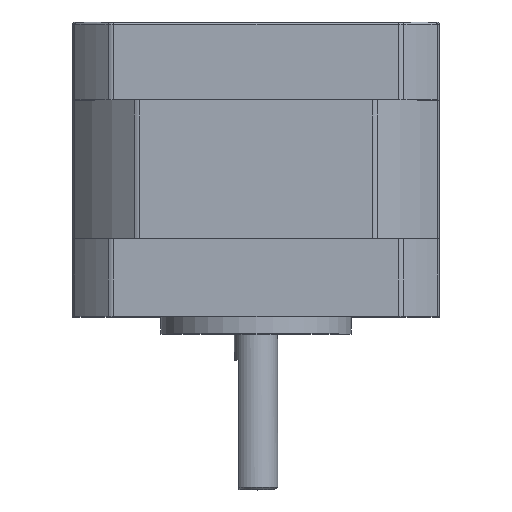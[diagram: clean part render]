
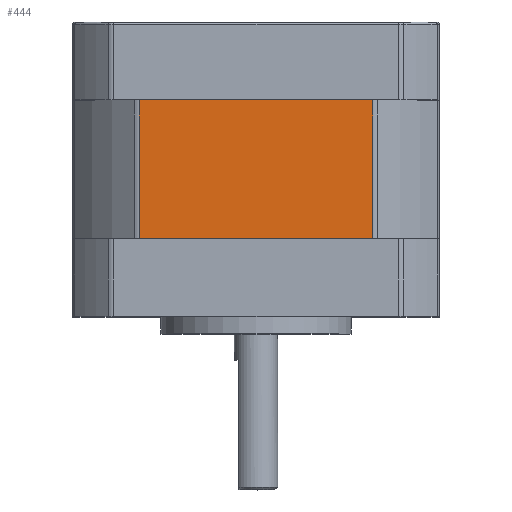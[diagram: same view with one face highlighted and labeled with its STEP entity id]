
A CAD part, top view. The second image highlights one B-rep face of the part: STEP entity #444.
In plain terms, the highlighted planar face has unit normal (0, 0, 1).
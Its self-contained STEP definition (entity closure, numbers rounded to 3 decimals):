
#444 = ADVANCED_FACE( '', ( #937 ), #938, .T. );
#937 = FACE_OUTER_BOUND( '', #1486, .T. );
#938 = PLANE( '', #1487 );
#1486 = EDGE_LOOP( '', ( #2393, #2394, #2395, #2396 ) );
#1487 = AXIS2_PLACEMENT_3D( '', #2397, #2398, #2399 );
#2393 = ORIENTED_EDGE( '', *, *, #3328, .F. );
#2394 = ORIENTED_EDGE( '', *, *, #3329, .F. );
#2395 = ORIENTED_EDGE( '', *, *, #3330, .T. );
#2396 = ORIENTED_EDGE( '', *, *, #3149, .T. );
#2397 = CARTESIAN_POINT( '', ( -13.492, -46., 21.15 ) );
#2398 = DIRECTION( '', ( 0., 0., 1. ) );
#2399 = DIRECTION( '', ( 1., 0., 0. ) );
#3149 = EDGE_CURVE( '', #3732, #3730, #3733, .T. );
#3328 = EDGE_CURVE( '', #3999, #3730, #4000, .T. );
#3329 = EDGE_CURVE( '', #4001, #3999, #4002, .T. );
#3330 = EDGE_CURVE( '', #4001, #3732, #4003, .T. );
#3730 = VERTEX_POINT( '', #4490 );
#3732 = VERTEX_POINT( '', #4492 );
#3733 = LINE( '', #4493, #4494 );
#3999 = VERTEX_POINT( '', #4855 );
#4000 = LINE( '', #4856, #4857 );
#4001 = VERTEX_POINT( '', #4858 );
#4002 = LINE( '', #4859, #4860 );
#4003 = LINE( '', #4861, #4862 );
#4490 = CARTESIAN_POINT( '', ( 13.492, 0., 21.15 ) );
#4492 = CARTESIAN_POINT( '', ( 13.492, -16., 21.15 ) );
#4493 = CARTESIAN_POINT( '', ( 13.492, -46., 21.15 ) );
#4494 = VECTOR( '', #5324, 1000. );
#4855 = CARTESIAN_POINT( '', ( -13.492, 0., 21.15 ) );
#4856 = CARTESIAN_POINT( '', ( -13.492, 0., 21.15 ) );
#4857 = VECTOR( '', #5609, 1000. );
#4858 = CARTESIAN_POINT( '', ( -13.492, -16., 21.15 ) );
#4859 = CARTESIAN_POINT( '', ( -13.492, -46., 21.15 ) );
#4860 = VECTOR( '', #5610, 1000. );
#4861 = CARTESIAN_POINT( '', ( -13.492, -16., 21.15 ) );
#4862 = VECTOR( '', #5611, 1000. );
#5324 = DIRECTION( '', ( 0., 1., 0. ) );
#5609 = DIRECTION( '', ( 1., 0., 0. ) );
#5610 = DIRECTION( '', ( 0., 1., 0. ) );
#5611 = DIRECTION( '', ( 1., 0., 0. ) );
